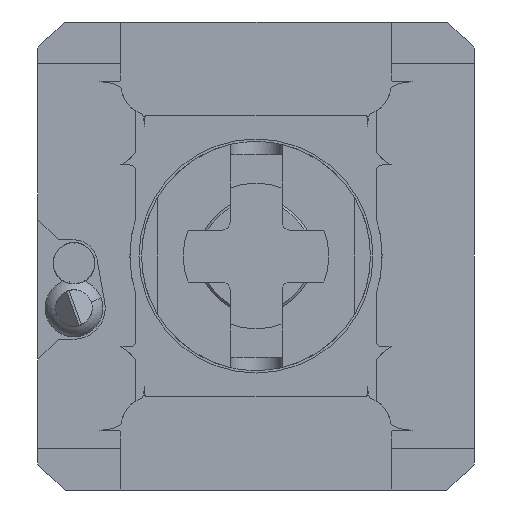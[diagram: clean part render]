
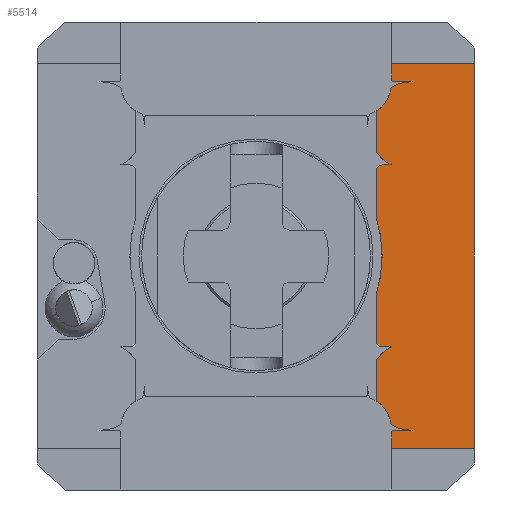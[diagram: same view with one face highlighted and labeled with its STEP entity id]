
A CAD part, left-side view. The second image highlights one B-rep face of the part: STEP entity #5514.
In plain terms, the highlighted planar face has unit normal (-1, 0, 0).
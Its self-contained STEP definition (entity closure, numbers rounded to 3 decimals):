
#584=CARTESIAN_POINT('',(-36.,-26.5,-34.));
#585=DIRECTION('',(-1.,0.,0.));
#586=DIRECTION('',(0.,0.,1.));
#587=AXIS2_PLACEMENT_3D('',#584,#585,#586);
#589=DIRECTION('',(0.,-1.,0.));
#590=VECTOR('',#589,3.5);
#591=CARTESIAN_POINT('',(-36.,-26.5,-33.5));
#592=LINE('',#591,#590);
#593=CARTESIAN_POINT('',(-36.,-30.,-25.));
#594=DIRECTION('',(-1.,0.,0.));
#595=DIRECTION('',(0.,0.473,-0.881));
#596=AXIS2_PLACEMENT_3D('',#593,#594,#595);
#598=CARTESIAN_POINT('',(-36.,-20.,-33.));
#599=DIRECTION('',(-1.,0.,0.));
#600=DIRECTION('',(0.,-0.996,0.085));
#601=AXIS2_PLACEMENT_3D('',#598,#599,#600);
#603=DIRECTION('',(0.,0.,1.));
#604=VECTOR('',#603,7.827);
#605=CARTESIAN_POINT('',(-36.,-23.1,-27.863));
#606=LINE('',#605,#604);
#607=CARTESIAN_POINT('',(-36.,-30.,-25.));
#608=DIRECTION('',(-1.,0.,0.));
#609=DIRECTION('',(0.,0.471,0.882));
#610=AXIS2_PLACEMENT_3D('',#607,#608,#609);
#612=DIRECTION('',(0.,1.,0.));
#613=VECTOR('',#612,1.7);
#614=CARTESIAN_POINT('',(-36.,-26.,-17.5));
#615=LINE('',#614,#613);
#616=CARTESIAN_POINT('',(-36.,-24.3,-16.3));
#617=DIRECTION('',(-1.,0.,0.));
#618=DIRECTION('',(0.,1.,0.));
#619=AXIS2_PLACEMENT_3D('',#616,#617,#618);
#621=DIRECTION('',(0.,0.,1.));
#622=VECTOR('',#621,8.921);
#623=CARTESIAN_POINT('',(-36.,-23.1,-16.3));
#624=LINE('',#623,#622);
#625=DIRECTION('',(0.,0.,1.));
#626=VECTOR('',#625,8.921);
#627=CARTESIAN_POINT('',(-36.,-23.1,7.379));
#628=LINE('',#627,#626);
#629=CARTESIAN_POINT('',(-36.,-24.3,16.3));
#630=DIRECTION('',(-1.,0.,0.));
#631=DIRECTION('',(0.,0.,1.));
#632=AXIS2_PLACEMENT_3D('',#629,#630,#631);
#634=DIRECTION('',(0.,-1.,0.));
#635=VECTOR('',#634,1.7);
#636=CARTESIAN_POINT('',(-36.,-24.3,17.5));
#637=LINE('',#636,#635);
#638=CARTESIAN_POINT('',(-36.,-30.,25.));
#639=DIRECTION('',(-1.,0.,0.));
#640=DIRECTION('',(0.,0.812,-0.584));
#641=AXIS2_PLACEMENT_3D('',#638,#639,#640);
#643=DIRECTION('',(0.,0.,1.));
#644=VECTOR('',#643,7.827);
#645=CARTESIAN_POINT('',(-36.,-23.1,20.036));
#646=LINE('',#645,#644);
#647=CARTESIAN_POINT('',(-36.,-20.,33.));
#648=DIRECTION('',(-1.,0.,0.));
#649=DIRECTION('',(0.,-0.517,-0.856));
#650=AXIS2_PLACEMENT_3D('',#647,#648,#649);
#652=CARTESIAN_POINT('',(-36.,-30.,25.));
#653=DIRECTION('',(-1.,0.,0.));
#654=DIRECTION('',(0.,0.,1.));
#655=AXIS2_PLACEMENT_3D('',#652,#653,#654);
#657=DIRECTION('',(0.,1.,0.));
#658=VECTOR('',#657,3.5);
#659=CARTESIAN_POINT('',(-36.,-30.,33.5));
#660=LINE('',#659,#658);
#661=CARTESIAN_POINT('',(-36.,-26.5,34.));
#662=DIRECTION('',(-1.,0.,0.));
#663=DIRECTION('',(0.,1.,0.));
#664=AXIS2_PLACEMENT_3D('',#661,#662,#663);
#666=DIRECTION('',(0.,0.,-1.));
#667=VECTOR('',#666,3.);
#668=CARTESIAN_POINT('',(-36.,-26.,37.));
#669=LINE('',#668,#667);
#670=DIRECTION('',(0.,0.,1.));
#671=VECTOR('',#670,3.);
#672=CARTESIAN_POINT('',(-36.,-26.,-37.));
#673=LINE('',#672,#671);
#682=DIRECTION('',(0.,-1.,0.));
#683=VECTOR('',#682,16.);
#684=CARTESIAN_POINT('',(-36.,-26.,-37.));
#685=LINE('',#684,#683);
#694=DIRECTION('',(0.,0.,1.));
#695=VECTOR('',#694,74.);
#696=CARTESIAN_POINT('',(-36.,-42.,-37.));
#697=LINE('',#696,#695);
#1734=CARTESIAN_POINT('',(-36.,0.,0.));
#1735=DIRECTION('',(1.,0.,0.));
#1736=DIRECTION('',(0.,-0.953,0.304));
#1737=AXIS2_PLACEMENT_3D('',#1734,#1735,#1736);
#1833=DIRECTION('',(0.,-1.,0.));
#1834=VECTOR('',#1833,16.);
#1835=CARTESIAN_POINT('',(-36.,-26.,37.));
#1836=LINE('',#1835,#1834);
#4025=CARTESIAN_POINT('',(-36.,-42.,-37.));
#4026=CARTESIAN_POINT('',(-36.,-42.,37.));
#4027=VERTEX_POINT('',#4025);
#4028=VERTEX_POINT('',#4026);
#4066=CARTESIAN_POINT('',(-36.,-23.1,-7.379));
#4068=VERTEX_POINT('',#4066);
#4070=CARTESIAN_POINT('',(-36.,-23.1,7.379));
#4072=VERTEX_POINT('',#4070);
#4137=CARTESIAN_POINT('',(-36.,-26.,-37.));
#4138=VERTEX_POINT('',#4137);
#4143=CARTESIAN_POINT('',(-36.,-26.,37.));
#4144=VERTEX_POINT('',#4143);
#4162=CARTESIAN_POINT('',(-36.,-23.1,-16.3));
#4164=VERTEX_POINT('',#4162);
#4166=CARTESIAN_POINT('',(-36.,-23.1,16.3));
#4168=VERTEX_POINT('',#4166);
#4169=CARTESIAN_POINT('',(-36.,-26.,-17.5));
#4170=CARTESIAN_POINT('',(-36.,-24.3,-17.5));
#4171=VERTEX_POINT('',#4169);
#4172=VERTEX_POINT('',#4170);
#4173=CARTESIAN_POINT('',(-36.,-24.3,17.5));
#4174=VERTEX_POINT('',#4173);
#4175=CARTESIAN_POINT('',(-36.,-26.,17.5));
#4176=VERTEX_POINT('',#4175);
#4273=CARTESIAN_POINT('',(-36.,-26.5,-33.5));
#4274=CARTESIAN_POINT('',(-36.,-26.,-34.));
#4275=VERTEX_POINT('',#4273);
#4276=VERTEX_POINT('',#4274);
#4277=CARTESIAN_POINT('',(-36.,-30.,-33.5));
#4278=VERTEX_POINT('',#4277);
#4279=CARTESIAN_POINT('',(-36.,-30.,33.5));
#4280=CARTESIAN_POINT('',(-36.,-26.5,33.5));
#4281=VERTEX_POINT('',#4279);
#4282=VERTEX_POINT('',#4280);
#4283=CARTESIAN_POINT('',(-36.,-26.,34.));
#4284=VERTEX_POINT('',#4283);
#4306=CARTESIAN_POINT('',(-36.,-23.1,-27.863));
#4308=VERTEX_POINT('',#4306);
#4310=CARTESIAN_POINT('',(-36.,-23.1,27.863));
#4312=VERTEX_POINT('',#4310);
#4338=CARTESIAN_POINT('',(-36.,-23.1,-20.036));
#4340=VERTEX_POINT('',#4338);
#4342=CARTESIAN_POINT('',(-36.,-23.1,20.036));
#4344=VERTEX_POINT('',#4342);
#4377=CARTESIAN_POINT('',(-36.,-25.978,-32.488));
#4378=VERTEX_POINT('',#4377);
#4379=CARTESIAN_POINT('',(-36.,-25.978,32.488));
#4380=VERTEX_POINT('',#4379);
#5462=CARTESIAN_POINT('',(-36.,-23.1,-37.));
#5463=DIRECTION('',(-1.,0.,0.));
#5464=DIRECTION('',(0.,-1.,0.));
#5465=AXIS2_PLACEMENT_3D('',#5462,#5463,#5464);
#5466=PLANE('',#5465);
#5468=ORIENTED_EDGE('',*,*,#5467,.F.);
#5470=ORIENTED_EDGE('',*,*,#5469,.T.);
#5472=ORIENTED_EDGE('',*,*,#5471,.F.);
#5473=ORIENTED_EDGE('',*,*,#5407,.T.);
#5474=ORIENTED_EDGE('',*,*,#5454,.T.);
#5475=ORIENTED_EDGE('',*,*,#5443,.F.);
#5477=ORIENTED_EDGE('',*,*,#5476,.T.);
#5479=ORIENTED_EDGE('',*,*,#5478,.F.);
#5481=ORIENTED_EDGE('',*,*,#5480,.T.);
#5483=ORIENTED_EDGE('',*,*,#5482,.F.);
#5485=ORIENTED_EDGE('',*,*,#5484,.T.);
#5487=ORIENTED_EDGE('',*,*,#5486,.F.);
#5489=ORIENTED_EDGE('',*,*,#5488,.T.);
#5491=ORIENTED_EDGE('',*,*,#5490,.F.);
#5493=ORIENTED_EDGE('',*,*,#5492,.T.);
#5495=ORIENTED_EDGE('',*,*,#5494,.T.);
#5497=ORIENTED_EDGE('',*,*,#5496,.F.);
#5499=ORIENTED_EDGE('',*,*,#5498,.T.);
#5501=ORIENTED_EDGE('',*,*,#5500,.F.);
#5503=ORIENTED_EDGE('',*,*,#5502,.F.);
#5505=ORIENTED_EDGE('',*,*,#5504,.T.);
#5507=ORIENTED_EDGE('',*,*,#5506,.F.);
#5509=ORIENTED_EDGE('',*,*,#5508,.F.);
#5511=ORIENTED_EDGE('',*,*,#5510,.T.);
#5512=EDGE_LOOP('',(#5468,#5470,#5472,#5473,#5474,#5475,#5477,#5479,#5481,#5483,
#5485,#5487,#5489,#5491,#5493,#5495,#5497,#5499,#5501,#5503,#5505,#5507,#5509,
#5511));
#5513=FACE_OUTER_BOUND('',#5512,.F.);
#5514=ADVANCED_FACE('',(#5513),#5466,.T.);
#588=CIRCLE('',#587,0.5);
#597=CIRCLE('',#596,8.5);
#602=CIRCLE('',#601,6.);
#611=CIRCLE('',#610,8.5);
#620=CIRCLE('',#619,1.2);
#633=CIRCLE('',#632,1.2);
#642=CIRCLE('',#641,8.5);
#651=CIRCLE('',#650,6.);
#656=CIRCLE('',#655,8.5);
#665=CIRCLE('',#664,0.5);
#1738=CIRCLE('',#1737,24.25);
#5407=EDGE_CURVE('',#4378,#4308,#602,.T.);
#5443=EDGE_CURVE('',#4171,#4340,#611,.T.);
#5454=EDGE_CURVE('',#4308,#4340,#606,.T.);
#5467=EDGE_CURVE('',#4275,#4276,#588,.T.);
#5469=EDGE_CURVE('',#4275,#4278,#592,.T.);
#5471=EDGE_CURVE('',#4378,#4278,#597,.T.);
#5476=EDGE_CURVE('',#4171,#4172,#615,.T.);
#5478=EDGE_CURVE('',#4164,#4172,#620,.T.);
#5480=EDGE_CURVE('',#4164,#4068,#624,.T.);
#5482=EDGE_CURVE('',#4072,#4068,#1738,.T.);
#5484=EDGE_CURVE('',#4072,#4168,#628,.T.);
#5486=EDGE_CURVE('',#4174,#4168,#633,.T.);
#5488=EDGE_CURVE('',#4174,#4176,#637,.T.);
#5490=EDGE_CURVE('',#4344,#4176,#642,.T.);
#5492=EDGE_CURVE('',#4344,#4312,#646,.T.);
#5494=EDGE_CURVE('',#4312,#4380,#651,.T.);
#5496=EDGE_CURVE('',#4281,#4380,#656,.T.);
#5498=EDGE_CURVE('',#4281,#4282,#660,.T.);
#5500=EDGE_CURVE('',#4284,#4282,#665,.T.);
#5502=EDGE_CURVE('',#4144,#4284,#669,.T.);
#5504=EDGE_CURVE('',#4144,#4028,#1836,.T.);
#5506=EDGE_CURVE('',#4027,#4028,#697,.T.);
#5508=EDGE_CURVE('',#4138,#4027,#685,.T.);
#5510=EDGE_CURVE('',#4138,#4276,#673,.T.);
